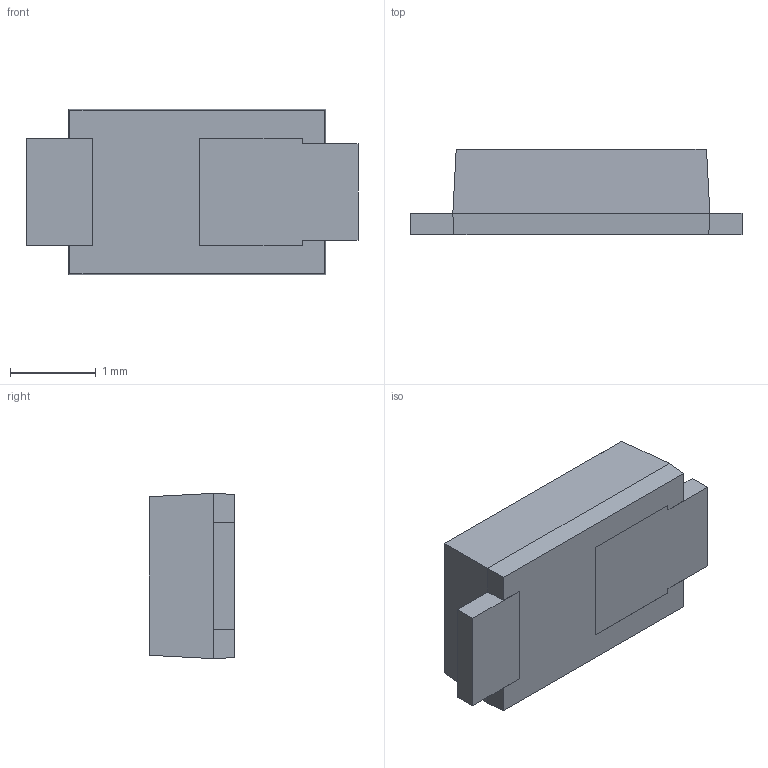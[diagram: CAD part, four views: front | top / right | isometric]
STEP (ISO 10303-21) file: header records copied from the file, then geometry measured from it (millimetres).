
FILE_DESCRIPTION (( 'STEP AP214' ), '1' );
FILE_NAME ('PowerDI123.STEP', '2019-11-22T12:20:54', ( 'Elessar' ), ( '' ), 'SwSTEP 2.0', 'SolidWorks 2018', '' );
FILE_SCHEMA (( 'AUTOMOTIVE_DESIGN' ));
Length unit declared in the file: millimetre
Products named in the file (1): PowerDI123
Bounding box: 3.88 x 1 x 1.93 mm (x, y, z)
Volume: 5.9 mm3; surface area: 23.4 mm2
Topology: 1 solids, 1 shells, 168 faces, 444 edges, 292 vertices
Faces by surface type: plane 104, bspline 64
Entity records: 8497 total; most frequent: CARTESIAN_POINT 4513, ORIENTED_EDGE 888, DIRECTION 526, EDGE_CURVE 444, VECTOR 316, LINE 316, VERTEX_POINT 292, EDGE_LOOP 182
